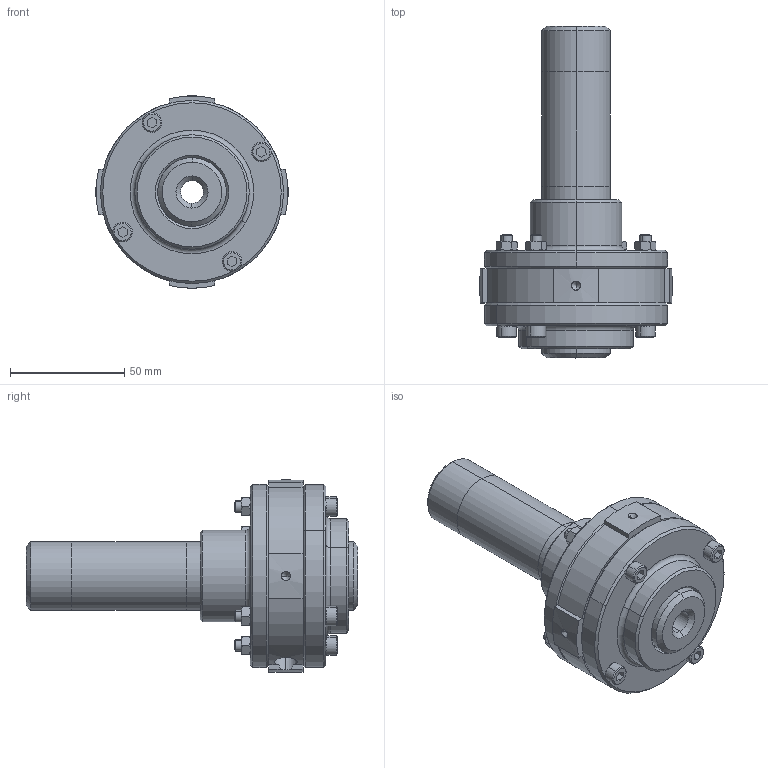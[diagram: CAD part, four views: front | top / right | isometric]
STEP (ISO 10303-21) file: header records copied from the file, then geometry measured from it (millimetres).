
FILE_DESCRIPTION (( 'STEP AP214' ), '1' );
FILE_NAME ('rotary_internal_assembly.STEP', '2025-10-06T14:03:17', ( '' ), ( '' ), 'SwSTEP 2.0', 'SolidWorks 2023', '' );
FILE_SCHEMA (( 'AUTOMOTIVE_DESIGN' ));
Length unit declared in the file: millimetre
Products named in the file (9): crankshaft; upper_plate; bolt; rotary_internal_assembly; middle_plate; piston; lower_plate; rolling_piston; nut
Assembly tree (14 placements, depth 2):
  rotary_internal_assembly
    middle_plate
    lower_plate
    rolling_piston
    piston
    upper_plate
    crankshaft
    bolt  x4
    nut  x4
Bounding box: 84 x 145 x 84 mm (x, y, z)
Volume: 252959.4 mm3; surface area: 75081.2 mm2
Topology: 14 solids, 14 shells, 370 faces, 829 edges, 495 vertices
Faces by surface type: cone 143, plane 112, cylinder 94, torus 20, bspline 1
Entity records: 7247 total; most frequent: CARTESIAN_POINT 1722, DIRECTION 1191, ORIENTED_EDGE 1018, EDGE_CURVE 509, AXIS2_PLACEMENT_3D 488, VERTEX_POINT 309, EDGE_LOOP 270, CIRCLE 249
